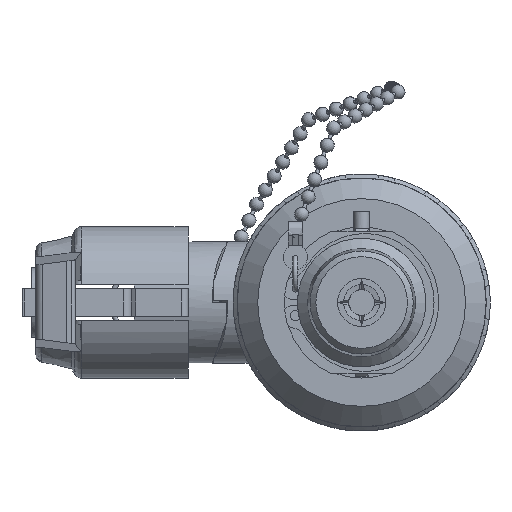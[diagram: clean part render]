
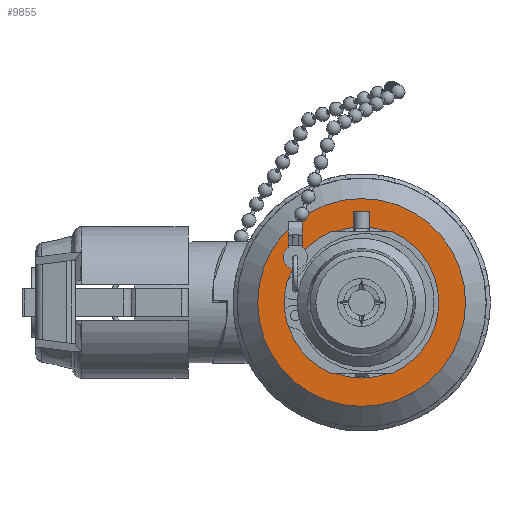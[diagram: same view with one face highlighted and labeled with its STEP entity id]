
A CAD part, left-side view. The second image highlights one B-rep face of the part: STEP entity #9855.
In plain terms, the highlighted planar face has unit normal (-1, 0, 0).
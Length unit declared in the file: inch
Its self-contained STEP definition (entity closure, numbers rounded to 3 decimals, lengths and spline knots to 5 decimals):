
#9824=CARTESIAN_POINT('',(-1.85231,0.,-0.735));
#9825=VERTEX_POINT('',#9824);
#9826=CARTESIAN_POINT('',(-1.85231,0.,0.));
#9827=DIRECTION('',(-1.0,0.0,0.0));
#9828=DIRECTION('',(0.0,0.0,-1.0));
#9829=AXIS2_PLACEMENT_3D('',#9826,#9827,#9828);
#9830=CIRCLE('',#9829,0.735);
#9831=EDGE_CURVE('',#9825,#9825,#9830,.T.);
#9836=CARTESIAN_POINT('',(-1.85231,0.,-0.973));
#9837=DIRECTION('',(-1.0,0.0,0.0));
#9838=DIRECTION('',(0.0,-1.0,0.0));
#9839=AXIS2_PLACEMENT_3D('',#9836,#9837,#9838);
#9840=PLANE('',#9839);
#9841=CARTESIAN_POINT('',(-1.85231,0.,-1.011));
#9842=VERTEX_POINT('',#9841);
#9843=CARTESIAN_POINT('',(-1.85231,0.,0.));
#9844=DIRECTION('',(1.0,0.0,0.0));
#9845=DIRECTION('',(0.0,0.0,1.0));
#9846=AXIS2_PLACEMENT_3D('',#9843,#9844,#9845);
#9847=CIRCLE('',#9846,1.011);
#9848=EDGE_CURVE('',#9842,#9842,#9847,.T.);
#9849=ORIENTED_EDGE('',*,*,#9848,.F.);
#9850=EDGE_LOOP('',(#9849));
#9851=FACE_OUTER_BOUND('',#9850,.T.);
#9852=ORIENTED_EDGE('',*,*,#9831,.F.);
#9853=EDGE_LOOP('',(#9852));
#9854=FACE_BOUND('',#9853,.T.);
#9855=ADVANCED_FACE('',(#9851,#9854),#9840,.T.);
